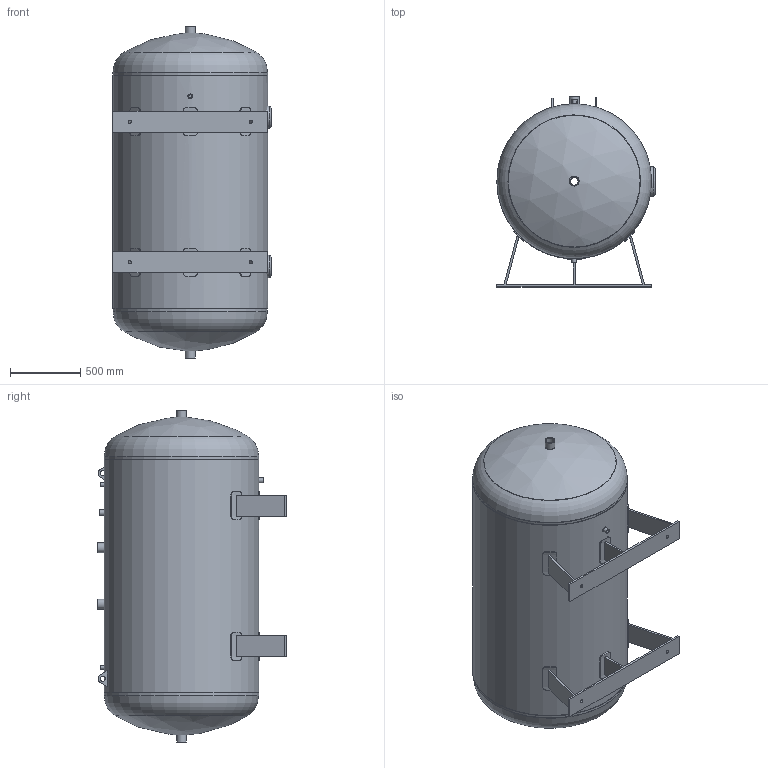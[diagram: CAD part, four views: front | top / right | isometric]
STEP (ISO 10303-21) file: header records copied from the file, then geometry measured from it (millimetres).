
FILE_DESCRIPTION(/* description */ (''),/* implementation_level */ '2;1');
FILE_NAME(/* name */ 'MB 020102-2.2000G.stp',/* time_stamp */ '2022-10-25T14:40:32+02:00',/* author */ ('m.ebener'),/* organization */ (''),/* preprocessor_version */ 'ST-DEVELOPER v16.1',/* originating_system */ 'Autodesk Inventor 2016',/* authorisation */ '');
FILE_SCHEMA (('AUTOMOTIVE_DESIGN { 1 0 10303 214 3 1 1 }'));
Length unit declared in the file: millimetre
Products named in the file (10): Mantel; Tragöse 110mm; Handloch_100x150x8,5; Standardmuffe - G 3_4; Standardmuffe - G 1_2; Standardmuffe - G 1; Standardmuffe - G 2; Behälterfuß; Boden; MB 020102-2.2000G
Assembly tree (17 placements, depth 2):
  MB 020102-2.2000G
    Mantel
    Tragöse 110mm  x2
    Handloch_100x150x8,5  x2
    Standardmuffe - G 3_4
    Standardmuffe - G 1_2  x2
    Standardmuffe - G 1
    Standardmuffe - G 2  x4
    Behälterfuß  x2
    Boden  x2
Bounding box: 1125 x 1349.87 x 2360.6 mm (x, y, z)
Volume: 52989482.6 mm3; surface area: 18811319.9 mm2
Topology: 23 solids, 23 shells, 190 faces, 440 edges, 296 vertices
Faces by surface type: plane 98, cylinder 74, bspline 10, sphere 4, torus 4
Full cylindrical faces by diameter (mm): 18.631 x2, 23 x4, 24.117 x1, 26.9 x4, 30.291 x1, 33.7 x2, 36 x2, 40 x2, 56.656 x4, 70 x8, 1090 x3, 1100 x3
Entity records: 5150 total; most frequent: CARTESIAN_POINT 2726, DIRECTION 443, ORIENTED_EDGE 410, EDGE_CURVE 202, AXIS2_PLACEMENT_3D 173, EDGE_LOOP 166, VERTEX_POINT 151, FACE_OUTER_BOUND 101
